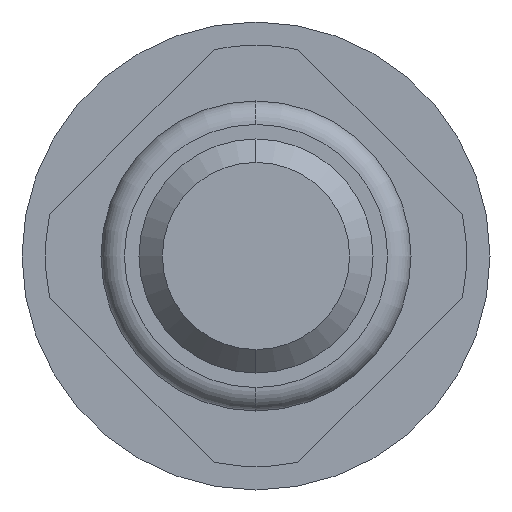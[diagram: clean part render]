
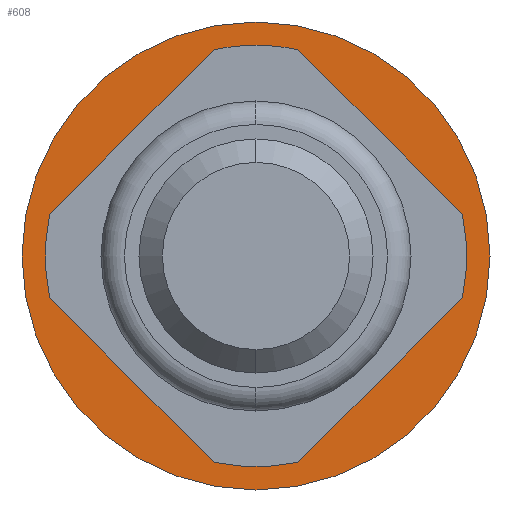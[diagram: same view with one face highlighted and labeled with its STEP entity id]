
A CAD part, front view. The second image highlights one B-rep face of the part: STEP entity #608.
In plain terms, the highlighted planar face has unit normal (0, -1, 0).
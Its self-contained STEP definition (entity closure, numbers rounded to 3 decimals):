
#20 = ORIENTED_EDGE ( 'NONE', *, *, #55, .T. ) ;
#55 = EDGE_CURVE ( 'Defeature ausgef�hrt4_20+Defeature ausgef�hrt4_21+Defeature ausgef�hrt4_21+Defeature ausgef�hrt4_21', #61, #353, #1391, .T. ) ;
#61 = VERTEX_POINT ( 'NONE', #3028 ) ;
#115 = CARTESIAN_POINT ( 'NONE',  ( 0., 5.3, 0. ) ) ;
#141 = EDGE_LOOP ( 'NONE', ( #1831, #1043 ) ) ;
#346 = CARTESIAN_POINT ( 'NONE',  ( 0., 5.3, -0.9 ) ) ;
#353 = VERTEX_POINT ( 'NONE', #2857 ) ;
#554 = VERTEX_POINT ( 'NONE', #2271 ) ;
#608 = ADVANCED_FACE ( 'Defeature ausgef�hrt4_20', ( #3263, #2220 ), #1138, .T. ) ;
#721 = DIRECTION ( 'NONE',  ( 0., 0., -1. ) ) ;
#728 = DIRECTION ( 'NONE',  ( 0., 0., -1. ) ) ;
#968 = EDGE_CURVE ( 'Defeature ausgef�hrt4_20+Defeature ausgef�hrt4_21+Defeature ausgef�hrt4_21+Defeature ausgef�hrt4_21', #353, #61, #2129, .T. ) ;
#999 = DIRECTION ( 'NONE',  ( 0., 0., -1. ) ) ;
#1043 = ORIENTED_EDGE ( 'NONE', *, *, #3245, .F. ) ;
#1061 = EDGE_LOOP ( 'NONE', ( #3212, #20 ) ) ;
#1062 = DIRECTION ( 'NONE',  ( 0., -1., 0. ) ) ;
#1138 = PLANE ( 'NONE',  #3086 ) ;
#1165 = AXIS2_PLACEMENT_3D ( 'NONE', #1884, #2148, #721 ) ;
#1193 = AXIS2_PLACEMENT_3D ( 'NONE', #1488, #3012, #999 ) ;
#1391 = CIRCLE ( 'NONE', #1193, 2. ) ;
#1432 = CARTESIAN_POINT ( 'NONE',  ( 2., 5.3, 0. ) ) ;
#1488 = CARTESIAN_POINT ( 'NONE',  ( 0., 5.3, 0. ) ) ;
#1682 = DIRECTION ( 'NONE',  ( 0., 0., -1. ) ) ;
#1692 = CIRCLE ( 'NONE', #1165, 0.9 ) ;
#1831 = ORIENTED_EDGE ( 'NONE', *, *, #3415, .F. ) ;
#1884 = CARTESIAN_POINT ( 'NONE',  ( 0., 5.3, 0. ) ) ;
#2129 = CIRCLE ( 'NONE', #2961, 2. ) ;
#2148 = DIRECTION ( 'NONE',  ( 0., -1., 0. ) ) ;
#2220 = FACE_BOUND ( 'NONE', #141, .T. ) ;
#2271 = CARTESIAN_POINT ( 'NONE',  ( 0., 5.3, 0.9 ) ) ;
#2425 = DIRECTION ( 'NONE',  ( 0., -1., 0. ) ) ;
#2485 = CARTESIAN_POINT ( 'NONE',  ( 0., 5.3, 0. ) ) ;
#2857 = CARTESIAN_POINT ( 'NONE',  ( 0., 5.3, -2. ) ) ;
#2961 = AXIS2_PLACEMENT_3D ( 'NONE', #115, #2425, #3009 ) ;
#3009 = DIRECTION ( 'NONE',  ( 0., 0., -1. ) ) ;
#3012 = DIRECTION ( 'NONE',  ( 0., -1., 0. ) ) ;
#3028 = CARTESIAN_POINT ( 'NONE',  ( 0., 5.3, 2. ) ) ;
#3086 = AXIS2_PLACEMENT_3D ( 'NONE', #1432, #3432, #1682 ) ;
#3212 = ORIENTED_EDGE ( 'NONE', *, *, #968, .T. ) ;
#3245 = EDGE_CURVE ( 'Defeature ausgef�hrt4_19+Defeature ausgef�hrt4_20+Defeature ausgef�hrt4_20+Defeature ausgef�hrt4_20', #554, #3710, #1692, .T. ) ;
#3263 = FACE_OUTER_BOUND ( 'NONE', #1061, .T. ) ;
#3288 = CIRCLE ( 'NONE', #3510, 0.9 ) ;
#3415 = EDGE_CURVE ( 'Defeature ausgef�hrt4_19+Defeature ausgef�hrt4_20+Defeature ausgef�hrt4_20+Defeature ausgef�hrt4_20', #3710, #554, #3288, .T. ) ;
#3432 = DIRECTION ( 'NONE',  ( 0., -1., 0. ) ) ;
#3510 = AXIS2_PLACEMENT_3D ( 'NONE', #2485, #1062, #728 ) ;
#3710 = VERTEX_POINT ( 'NONE', #346 ) ;
